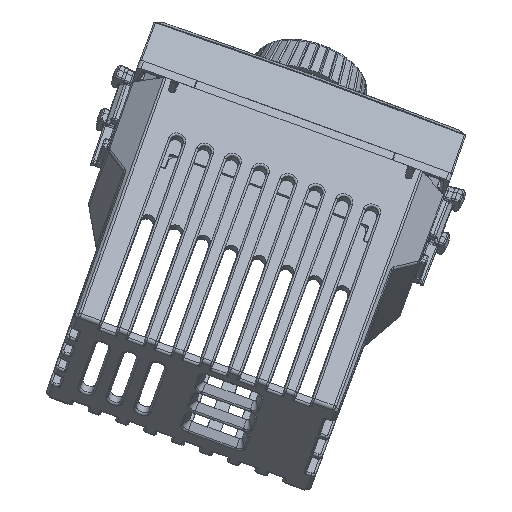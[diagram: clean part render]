
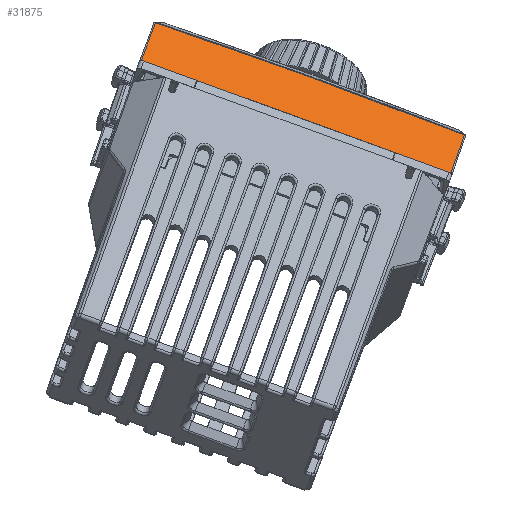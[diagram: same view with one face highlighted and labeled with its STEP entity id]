
A CAD part, left-side view. The second image highlights one B-rep face of the part: STEP entity #31875.
In plain terms, the highlighted face is planar.
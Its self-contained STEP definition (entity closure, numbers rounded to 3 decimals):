
#31293=CARTESIAN_POINT('Vertex',(-22.193,11.118,7.793)) ;
#31300=CARTESIAN_POINT('Vertex',(-22.189,11.118,7.797)) ;
#31303=CARTESIAN_POINT('Line Origine',(-25.315,11.145,4.725)) ;
#31555=CARTESIAN_POINT('Vertex',(22.189,11.118,7.797)) ;
#31562=CARTESIAN_POINT('Vertex',(22.193,11.118,7.793)) ;
#31565=CARTESIAN_POINT('Line Origine',(25.315,11.145,4.725)) ;
#31687=CARTESIAN_POINT('Control Point',(-22.189,11.118,7.797)) ;
#31688=CARTESIAN_POINT('Control Point',(-13.316,11.116,8.033)) ;
#31689=CARTESIAN_POINT('Control Point',(-4.439,11.115,8.151)) ;
#31690=CARTESIAN_POINT('Control Point',(4.44,11.115,8.151)) ;
#31691=CARTESIAN_POINT('Control Point',(13.316,11.116,8.033)) ;
#31692=CARTESIAN_POINT('Control Point',(22.189,11.118,7.797)) ;
#31813=CARTESIAN_POINT('Axis2P3D Location',(0.,11.175,1.275)) ;
#31819=CARTESIAN_POINT('Control Point',(22.193,11.118,7.793)) ;
#31820=CARTESIAN_POINT('Control Point',(22.25,11.175,1.275)) ;
#31821=CARTESIAN_POINT('Vertex',(22.25,11.175,1.275)) ;
#31824=CARTESIAN_POINT('Line Origine',(11.225,11.175,1.275)) ;
#31828=CARTESIAN_POINT('Vertex',(21.95,11.175,1.275)) ;
#31831=CARTESIAN_POINT('Line Origine',(11.225,11.175,1.275)) ;
#31835=CARTESIAN_POINT('Vertex',(14.3,11.175,1.275)) ;
#31838=CARTESIAN_POINT('Line Origine',(11.225,11.175,1.275)) ;
#31842=CARTESIAN_POINT('Vertex',(-14.3,11.175,1.275)) ;
#31845=CARTESIAN_POINT('Line Origine',(11.225,11.175,1.275)) ;
#31849=CARTESIAN_POINT('Vertex',(-21.95,11.175,1.275)) ;
#31852=CARTESIAN_POINT('Line Origine',(11.225,11.175,1.275)) ;
#31856=CARTESIAN_POINT('Vertex',(-22.25,11.175,1.275)) ;
#31860=CARTESIAN_POINT('Control Point',(-22.193,11.118,7.793)) ;
#31861=CARTESIAN_POINT('Control Point',(-22.25,11.175,1.275)) ;
#31304=DIRECTION('Vector Direction',(-0.713,0.006,-0.701)) ;
#31566=DIRECTION('Vector Direction',(0.713,0.006,-0.701)) ;
#31814=DIRECTION('Axis2P3D Direction',(-0.,1.,0.009)) ;
#31815=DIRECTION('Axis2P3D XDirection',(1.,0.,0.)) ;
#31825=DIRECTION('Vector Direction',(1.,0.,0.)) ;
#31832=DIRECTION('Vector Direction',(1.,0.,0.)) ;
#31839=DIRECTION('Vector Direction',(1.,0.,0.)) ;
#31846=DIRECTION('Vector Direction',(1.,0.,0.)) ;
#31853=DIRECTION('Vector Direction',(1.,0.,0.)) ;
#31816=AXIS2_PLACEMENT_3D('Plane Axis2P3D',#31813,#31814,#31815) ;
#31864=ORIENTED_EDGE('',*,*,#31823,.T.) ;
#31865=ORIENTED_EDGE('',*,*,#31830,.F.) ;
#31866=ORIENTED_EDGE('',*,*,#31837,.T.) ;
#31867=ORIENTED_EDGE('',*,*,#31844,.F.) ;
#31868=ORIENTED_EDGE('',*,*,#31851,.F.) ;
#31869=ORIENTED_EDGE('',*,*,#31858,.F.) ;
#31870=ORIENTED_EDGE('',*,*,#31862,.F.) ;
#31871=ORIENTED_EDGE('',*,*,#31307,.T.) ;
#31872=ORIENTED_EDGE('',*,*,#31693,.T.) ;
#31873=ORIENTED_EDGE('',*,*,#31569,.T.) ;
#31305=VECTOR('Line Direction',#31304,1.) ;
#31567=VECTOR('Line Direction',#31566,1.) ;
#31826=VECTOR('Line Direction',#31825,1.) ;
#31833=VECTOR('Line Direction',#31832,1.) ;
#31840=VECTOR('Line Direction',#31839,1.) ;
#31847=VECTOR('Line Direction',#31846,1.) ;
#31854=VECTOR('Line Direction',#31853,1.) ;
#31875=ADVANCED_FACE('Mostrina',(#31874),#31817,.T.) ;
#31686=B_SPLINE_CURVE_WITH_KNOTS('',5,(#31687,#31688,#31689,#31690,#31691,#31692),.UNSPECIFIED.,.F.,.U.,(6,6),(15.537,92.444),.UNSPECIFIED.) ;
#31818=B_SPLINE_CURVE_WITH_KNOTS('',1,(#31819,#31820),.UNSPECIFIED.,.F.,.U.,(2,2),(-3.067,3.452),.UNSPECIFIED.) ;
#31859=B_SPLINE_CURVE_WITH_KNOTS('',1,(#31860,#31861),.UNSPECIFIED.,.F.,.U.,(2,2),(-3.067,3.451),.UNSPECIFIED.) ;
#31307=EDGE_CURVE('',#31294,#31301,#31306,.F.) ;
#31569=EDGE_CURVE('',#31556,#31563,#31568,.T.) ;
#31693=EDGE_CURVE('',#31301,#31556,#31686,.T.) ;
#31823=EDGE_CURVE('',#31563,#31822,#31818,.T.) ;
#31830=EDGE_CURVE('',#31829,#31822,#31827,.T.) ;
#31837=EDGE_CURVE('',#31829,#31836,#31834,.F.) ;
#31844=EDGE_CURVE('',#31843,#31836,#31841,.T.) ;
#31851=EDGE_CURVE('',#31850,#31843,#31848,.T.) ;
#31858=EDGE_CURVE('',#31857,#31850,#31855,.T.) ;
#31862=EDGE_CURVE('',#31294,#31857,#31859,.T.) ;
#31863=EDGE_LOOP('',(#31864,#31865,#31866,#31867,#31868,#31869,#31870,#31871,#31872,#31873)) ;
#31874=FACE_OUTER_BOUND('',#31863,.T.) ;
#31306=LINE('Line',#31303,#31305) ;
#31568=LINE('Line',#31565,#31567) ;
#31827=LINE('Line',#31824,#31826) ;
#31834=LINE('Line',#31831,#31833) ;
#31841=LINE('Line',#31838,#31840) ;
#31848=LINE('Line',#31845,#31847) ;
#31855=LINE('Line',#31852,#31854) ;
#31817=PLANE('',#31816) ;
#31294=VERTEX_POINT('',#31293) ;
#31301=VERTEX_POINT('',#31300) ;
#31556=VERTEX_POINT('',#31555) ;
#31563=VERTEX_POINT('',#31562) ;
#31822=VERTEX_POINT('',#31821) ;
#31829=VERTEX_POINT('',#31828) ;
#31836=VERTEX_POINT('',#31835) ;
#31843=VERTEX_POINT('',#31842) ;
#31850=VERTEX_POINT('',#31849) ;
#31857=VERTEX_POINT('',#31856) ;
